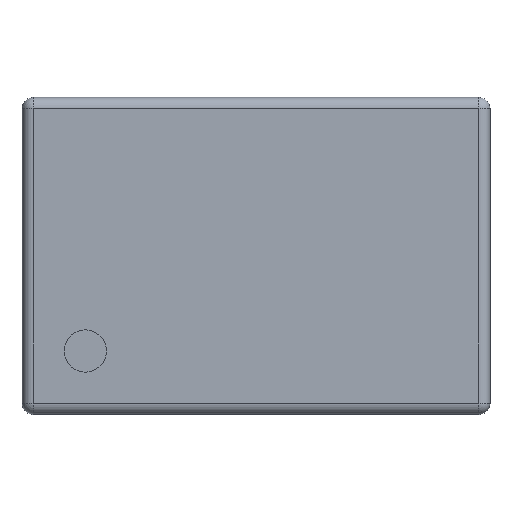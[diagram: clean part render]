
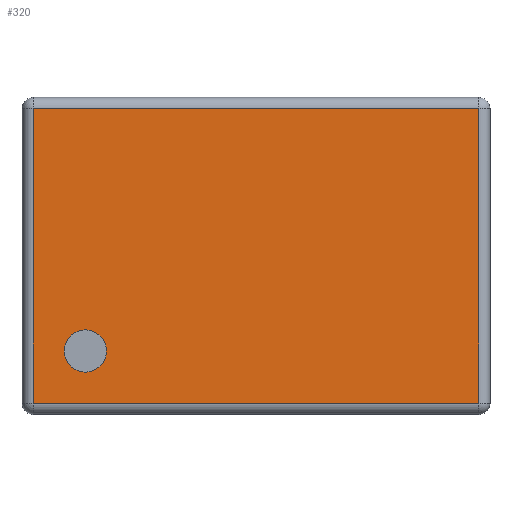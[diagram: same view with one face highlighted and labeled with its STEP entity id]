
A CAD part, top view. The second image highlights one B-rep face of the part: STEP entity #320.
In plain terms, the highlighted planar face has unit normal (0, 0, 1).
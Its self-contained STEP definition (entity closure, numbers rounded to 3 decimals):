
#320=ADVANCED_FACE('',(#1407,#1409),#1411,.T.);
#1407=FACE_BOUND('',#1408,.T.);
#1408=EDGE_LOOP('',(#2242,#2243,#2244,#2245));
#1409=FACE_BOUND('',#1410,.T.);
#1410=EDGE_LOOP('',(#2246));
#1411=PLANE('',#1412);
#1412=AXIS2_PLACEMENT_3D('',#1413,#1414,#1415);
#1413=CARTESIAN_POINT('',(0.,0.,0.8));
#1414=DIRECTION('',(0.,0.,1.));
#1415=DIRECTION('',(1.,0.,0.));
#2242=ORIENTED_EDGE('',*,*,#2856,.T.);
#2243=ORIENTED_EDGE('',*,*,#2857,.T.);
#2244=ORIENTED_EDGE('',*,*,#2858,.T.);
#2245=ORIENTED_EDGE('',*,*,#2859,.T.);
#2246=ORIENTED_EDGE('',*,*,#2855,.F.);
#2855=EDGE_CURVE('',#3186,#3186,#3187,.T.);
#2856=EDGE_CURVE('',#3188,#3189,#3190,.T.);
#2857=EDGE_CURVE('',#3189,#3191,#3192,.T.);
#2858=EDGE_CURVE('',#3191,#3193,#3194,.T.);
#2859=EDGE_CURVE('',#3193,#3188,#3195,.T.);
#3186=VERTEX_POINT('',#3794);
#3187=CIRCLE('',#3795,0.14);
#3188=VERTEX_POINT('',#3799);
#3189=VERTEX_POINT('',#3800);
#3190=LINE('',#3801,#3802);
#3191=VERTEX_POINT('',#3804);
#3192=LINE('',#3805,#3806);
#3193=VERTEX_POINT('',#3808);
#3194=LINE('',#3809,#3810);
#3195=LINE('',#3812,#3813);
#3794=CARTESIAN_POINT('',(-0.99,-0.63,0.8));
#3795=AXIS2_PLACEMENT_3D('',#3796,#3797,#3798);
#3796=CARTESIAN_POINT('',(-1.13,-0.63,0.8));
#3797=DIRECTION('',(0.,0.,1.));
#3798=DIRECTION('',(1.,0.,0.));
#3799=CARTESIAN_POINT('',(-1.475,-0.975,0.8));
#3800=CARTESIAN_POINT('',(1.475,-0.975,0.8));
#3801=CARTESIAN_POINT('',(-1.475,-0.975,0.8));
#3802=VECTOR('',#3803,1.);
#3803=DIRECTION('',(1.,0.,0.));
#3804=CARTESIAN_POINT('',(1.475,0.975,0.8));
#3805=CARTESIAN_POINT('',(1.475,-0.975,0.8));
#3806=VECTOR('',#3807,1.);
#3807=DIRECTION('',(0.,1.,0.));
#3808=CARTESIAN_POINT('',(-1.475,0.975,0.8));
#3809=CARTESIAN_POINT('',(1.475,0.975,0.8));
#3810=VECTOR('',#3811,1.);
#3811=DIRECTION('',(-1.,0.,0.));
#3812=CARTESIAN_POINT('',(-1.475,0.975,0.8));
#3813=VECTOR('',#3814,1.);
#3814=DIRECTION('',(0.,-1.,0.));
